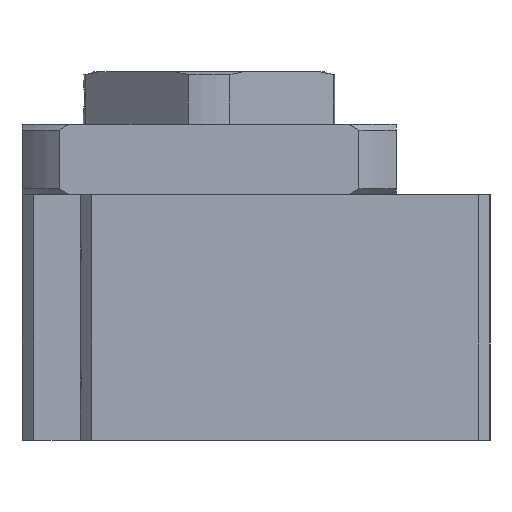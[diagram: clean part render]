
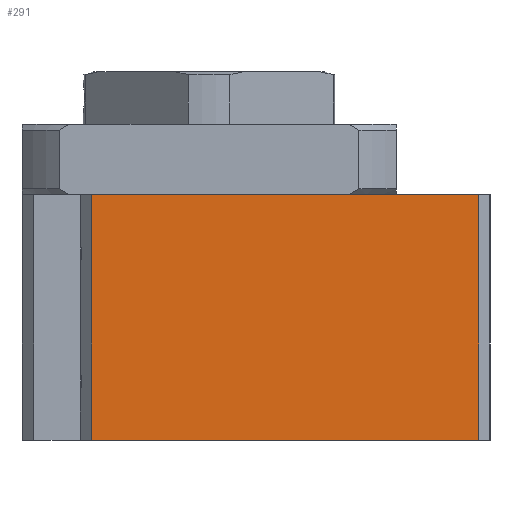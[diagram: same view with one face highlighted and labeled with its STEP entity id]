
A CAD part, left-side view. The second image highlights one B-rep face of the part: STEP entity #291.
In plain terms, the highlighted planar face has unit normal (-1, 0, 0).
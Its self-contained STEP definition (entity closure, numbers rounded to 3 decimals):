
#291 = ADVANCED_FACE( '', ( #640 ), #641, .T. );
#640 = FACE_OUTER_BOUND( '', #1062, .T. );
#641 = PLANE( '', #1063 );
#1062 = EDGE_LOOP( '', ( #2070, #2071, #2072, #2073 ) );
#1063 = AXIS2_PLACEMENT_3D( '', #2074, #2075, #2076 );
#2070 = ORIENTED_EDGE( '', *, *, #2556, .F. );
#2071 = ORIENTED_EDGE( '', *, *, #2639, .F. );
#2072 = ORIENTED_EDGE( '', *, *, #2640, .T. );
#2073 = ORIENTED_EDGE( '', *, *, #2641, .T. );
#2074 = CARTESIAN_POINT( '', ( -53., 20.08, -42. ) );
#2075 = DIRECTION( '', ( -1., 0., 0. ) );
#2076 = DIRECTION( '', ( 0., 0., 1. ) );
#2556 = EDGE_CURVE( '', #3082, #3084, #3085, .T. );
#2639 = EDGE_CURVE( '', #3218, #3082, #3219, .T. );
#2640 = EDGE_CURVE( '', #3218, #3220, #3221, .T. );
#2641 = EDGE_CURVE( '', #3220, #3084, #3222, .T. );
#3082 = VERTEX_POINT( '', #4536 );
#3084 = VERTEX_POINT( '', #4539 );
#3085 = LINE( '', #4540, #4541 );
#3218 = VERTEX_POINT( '', #5053 );
#3219 = LINE( '', #5054, #5055 );
#3220 = VERTEX_POINT( '', #5056 );
#3221 = LINE( '', #5057, #5058 );
#3222 = LINE( '', #5059, #5060 );
#4536 = CARTESIAN_POINT( '', ( -53., 20.08, 0. ) );
#4539 = CARTESIAN_POINT( '', ( -53., -46.08, 0. ) );
#4540 = CARTESIAN_POINT( '', ( -53., 20.08, 0. ) );
#4541 = VECTOR( '', #5763, 1000. );
#5053 = CARTESIAN_POINT( '', ( -53., 20.08, -42. ) );
#5054 = CARTESIAN_POINT( '', ( -53., 20.08, -42. ) );
#5055 = VECTOR( '', #5882, 1000. );
#5056 = CARTESIAN_POINT( '', ( -53., -46.08, -42. ) );
#5057 = CARTESIAN_POINT( '', ( -53., 20.08, -42. ) );
#5058 = VECTOR( '', #5883, 1000. );
#5059 = CARTESIAN_POINT( '', ( -53., -46.08, -42. ) );
#5060 = VECTOR( '', #5884, 1000. );
#5763 = DIRECTION( '', ( 0., -1., 0. ) );
#5882 = DIRECTION( '', ( 0., 0., 1. ) );
#5883 = DIRECTION( '', ( 0., -1., 0. ) );
#5884 = DIRECTION( '', ( 0., 0., 1. ) );
